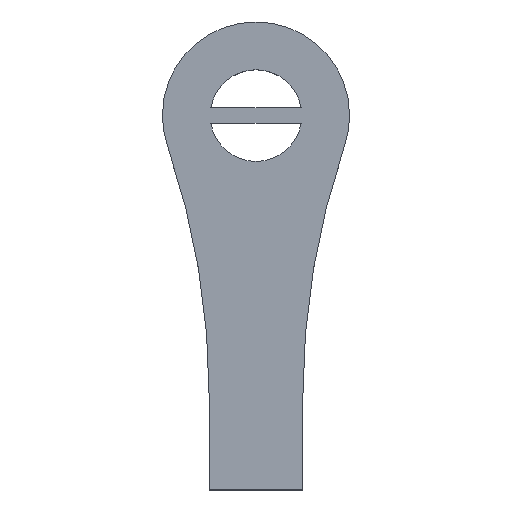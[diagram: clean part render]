
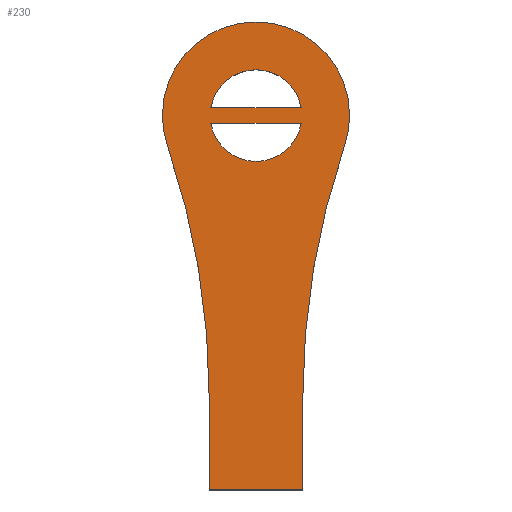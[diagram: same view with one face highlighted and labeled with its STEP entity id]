
A CAD part, top view. The second image highlights one B-rep face of the part: STEP entity #230.
In plain terms, the highlighted planar face has unit normal (0, 0, 1).
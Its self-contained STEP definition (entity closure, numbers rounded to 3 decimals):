
#22=FACE_BOUND('',#50,.T.);
#23=FACE_BOUND('',#51,.T.);
#35=FACE_OUTER_BOUND('',#49,.T.);
#49=EDGE_LOOP('',(#202,#203,#204,#205,#206,#207));
#50=EDGE_LOOP('',(#208,#209));
#51=EDGE_LOOP('',(#210,#211));
#58=LINE('',#359,#78);
#61=LINE('',#367,#81);
#64=LINE('',#375,#84);
#66=LINE('',#379,#86);
#68=LINE('',#383,#88);
#78=VECTOR('',#289,10.);
#81=VECTOR('',#298,10.);
#84=VECTOR('',#307,10.);
#86=VECTOR('',#311,10.);
#88=VECTOR('',#315,10.);
#97=CIRCLE('',#253,2.938);
#98=CIRCLE('',#256,2.938);
#99=CIRCLE('',#261,50.);
#100=CIRCLE('',#263,6.);
#101=CIRCLE('',#265,50.);
#112=VERTEX_POINT('',#356);
#113=VERTEX_POINT('',#358);
#114=VERTEX_POINT('',#364);
#115=VERTEX_POINT('',#366);
#116=VERTEX_POINT('',#372);
#117=VERTEX_POINT('',#374);
#118=VERTEX_POINT('',#378);
#119=VERTEX_POINT('',#382);
#120=VERTEX_POINT('',#386);
#121=VERTEX_POINT('',#390);
#133=EDGE_CURVE('',#113,#112,#58,.T.);
#135=EDGE_CURVE('',#112,#113,#97,.T.);
#137=EDGE_CURVE('',#115,#114,#61,.T.);
#139=EDGE_CURVE('',#114,#115,#98,.T.);
#141=EDGE_CURVE('',#117,#116,#64,.T.);
#143=EDGE_CURVE('',#118,#117,#66,.T.);
#145=EDGE_CURVE('',#119,#118,#68,.T.);
#147=EDGE_CURVE('',#120,#119,#99,.T.);
#149=EDGE_CURVE('',#121,#120,#100,.T.);
#151=EDGE_CURVE('',#116,#121,#101,.T.);
#202=ORIENTED_EDGE('',*,*,#151,.T.);
#203=ORIENTED_EDGE('',*,*,#149,.T.);
#204=ORIENTED_EDGE('',*,*,#147,.T.);
#205=ORIENTED_EDGE('',*,*,#145,.T.);
#206=ORIENTED_EDGE('',*,*,#143,.T.);
#207=ORIENTED_EDGE('',*,*,#141,.T.);
#208=ORIENTED_EDGE('',*,*,#139,.T.);
#209=ORIENTED_EDGE('',*,*,#137,.T.);
#210=ORIENTED_EDGE('',*,*,#135,.T.);
#211=ORIENTED_EDGE('',*,*,#133,.T.);
#218=PLANE('',#266);
#230=ADVANCED_FACE('',(#35,#22,#23),#218,.T.);
#253=AXIS2_PLACEMENT_3D('',#362,#293,#294);
#256=AXIS2_PLACEMENT_3D('',#370,#302,#303);
#261=AXIS2_PLACEMENT_3D('',#387,#319,#320);
#263=AXIS2_PLACEMENT_3D('',#391,#324,#325);
#265=AXIS2_PLACEMENT_3D('',#394,#329,#330);
#266=AXIS2_PLACEMENT_3D('',#395,#331,#332);
#289=DIRECTION('',(-1.,0.,0.));
#293=DIRECTION('center_axis',(0.,0.,-1.));
#294=DIRECTION('ref_axis',(-0.985,0.17,0.));
#298=DIRECTION('',(1.,0.,0.));
#302=DIRECTION('center_axis',(0.,0.,-1.));
#303=DIRECTION('ref_axis',(0.985,-0.17,0.));
#307=DIRECTION('',(0.,1.,0.));
#311=DIRECTION('',(1.,0.,0.));
#315=DIRECTION('',(0.,-1.,0.));
#319=DIRECTION('center_axis',(0.,0.,-1.));
#320=DIRECTION('ref_axis',(1.,0.,0.));
#324=DIRECTION('center_axis',(0.,0.,1.));
#325=DIRECTION('ref_axis',(-0.946,-0.323,0.));
#329=DIRECTION('center_axis',(0.,0.,-1.));
#330=DIRECTION('ref_axis',(-0.946,0.323,0.));
#331=DIRECTION('center_axis',(0.,0.,1.));
#332=DIRECTION('ref_axis',(1.,0.,0.));
#356=CARTESIAN_POINT('',(-2.895,0.5,1.));
#358=CARTESIAN_POINT('',(2.895,0.5,1.));
#359=CARTESIAN_POINT('',(2.895,0.5,1.));
#362=CARTESIAN_POINT('Origin',(0.,0.,
1.));
#364=CARTESIAN_POINT('',(2.895,-0.5,1.));
#366=CARTESIAN_POINT('',(-2.895,-0.5,1.));
#367=CARTESIAN_POINT('',(-2.895,-0.5,1.));
#370=CARTESIAN_POINT('Origin',(0.,0.,1.));
#372=CARTESIAN_POINT('',(3.,-18.083,1.));
#374=CARTESIAN_POINT('',(3.,-24.,1.));
#375=CARTESIAN_POINT('',(3.,-18.083,1.));
#378=CARTESIAN_POINT('',(-3.,-24.,1.));
#379=CARTESIAN_POINT('',(3.,-24.,1.));
#382=CARTESIAN_POINT('',(-3.,-18.083,1.));
#383=CARTESIAN_POINT('',(-3.,-24.,1.));
#386=CARTESIAN_POINT('',(-5.679,-1.937,1.));
#387=CARTESIAN_POINT('Origin',(-53.,-18.083,1.));
#390=CARTESIAN_POINT('',(5.679,-1.937,1.));
#391=CARTESIAN_POINT('Origin',(0.,0.,1.));
#394=CARTESIAN_POINT('Origin',(53.,-18.083,1.));
#395=CARTESIAN_POINT('Origin',(0.,-9.,1.));
